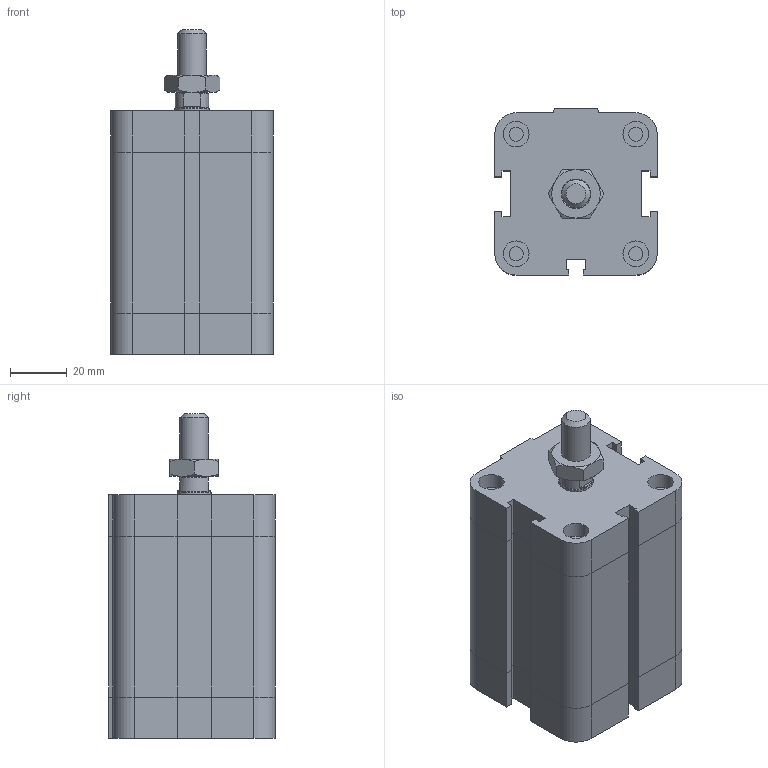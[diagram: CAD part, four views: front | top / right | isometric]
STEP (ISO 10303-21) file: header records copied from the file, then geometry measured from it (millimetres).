
FILE_DESCRIPTION((''),'2;1');
FILE_NAME('1581_40_0040_02_1.stp','2008-12-19T16:20:36',('rivolro1'),(''),'Autodesk Inventor 2009','Autodesk Inventor 2009','');
FILE_SCHEMA(('AUTOMOTIVE_DESIGN { 1 0 10303 214 1 1 1 1 }'));
Length unit declared in the file: millimetre
Products named in the file (4): 1581_40_0040_02_1; 1581_40_0040_01_1_C; 1561_40_0040_02_1_S; DBFM10
Assembly tree (3 placements, depth 2):
  1581_40_0040_02_1
    1581_40_0040_01_1_C
    1561_40_0040_02_1_S
    DBFM10
Bounding box: 57 x 58.5 x 114 mm (x, y, z)
Volume: 257212.4 mm3; surface area: 38846.1 mm2
Topology: 3 solids, 3 shells, 187 faces, 401 edges, 240 vertices
Faces by surface type: plane 121, bspline 24, cylinder 24, cone 18
Full cylindrical faces by diameter (mm): 4.917 x4, 8.8 x1, 9 x4, 10 x1, 11.7 x1, 12 x1
Entity records: 5080 total; most frequent: CARTESIAN_POINT 1096, DIRECTION 758, ORIENTED_EDGE 724, EDGE_CURVE 362, AXIS2_PLACEMENT_3D 254, VECTOR 250, LINE 250, EDGE_LOOP 238
